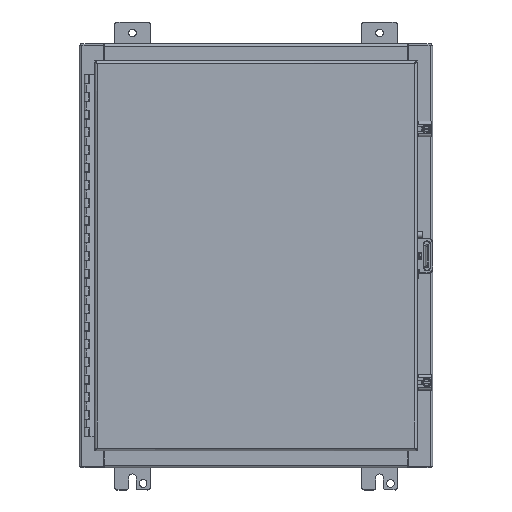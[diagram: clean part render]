
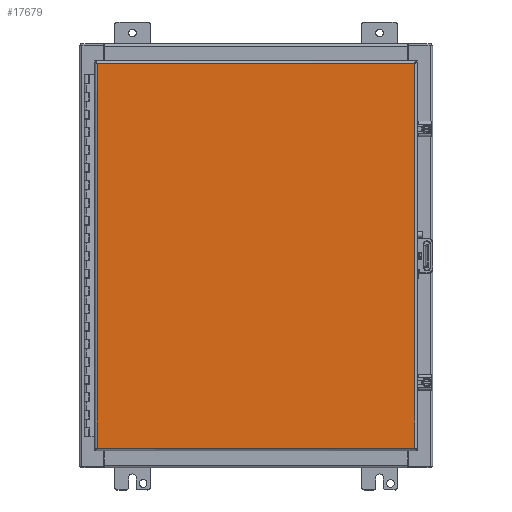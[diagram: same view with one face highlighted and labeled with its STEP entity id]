
A CAD part, top view. The second image highlights one B-rep face of the part: STEP entity #17679.
In plain terms, the highlighted planar face has unit normal (0, 0, -1).
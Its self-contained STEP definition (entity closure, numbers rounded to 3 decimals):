
#751 = VECTOR ( 'NONE', #52355, 39.37 ) ;
#16302 = VERTEX_POINT ( 'NONE', #46119 ) ;
#17550 = CARTESIAN_POINT ( 'NONE',  ( 8.98, -10.886, 4.073 ) ) ;
#17679 = ADVANCED_FACE ( 'NONE', ( #61124 ), #167755, .F. ) ;
#18489 = ORIENTED_EDGE ( 'NONE', *, *, #28370, .T. ) ;
#20647 = AXIS2_PLACEMENT_3D ( 'NONE', #152239, #88848, #100172 ) ;
#24503 = VECTOR ( 'NONE', #25055, 39.37 ) ;
#25055 = DIRECTION ( 'NONE',  ( 0., -1., 0. ) ) ;
#28370 = EDGE_CURVE ( 'NONE', #16302, #166604, #92965, .T. ) ;
#34051 = CARTESIAN_POINT ( 'NONE',  ( 9.125, 10.886, 4.073 ) ) ;
#40144 = VECTOR ( 'NONE', #60903, 39.37 ) ;
#41093 = LINE ( 'NONE', #171148, #751 ) ;
#46119 = CARTESIAN_POINT ( 'NONE',  ( -8.98, -10.886, 4.073 ) ) ;
#52355 = DIRECTION ( 'NONE',  ( -1., 0., 0. ) ) ;
#58549 = CARTESIAN_POINT ( 'NONE',  ( 8.98, 10.886, 4.073 ) ) ;
#60903 = DIRECTION ( 'NONE',  ( 1., 0., 0. ) ) ;
#61124 = FACE_OUTER_BOUND ( 'NONE', #153988, .T. ) ;
#63191 = CARTESIAN_POINT ( 'NONE',  ( 8.98, -11.031, 4.073 ) ) ;
#64044 = LINE ( 'NONE', #63191, #24503 ) ;
#66956 = CARTESIAN_POINT ( 'NONE',  ( -8.98, -11.031, 4.073 ) ) ;
#72244 = LINE ( 'NONE', #34051, #40144 ) ;
#76713 = EDGE_CURVE ( 'NONE', #166604, #168606, #72244, .T. ) ;
#77404 = DIRECTION ( 'NONE',  ( 0., 1., 0. ) ) ;
#88848 = DIRECTION ( 'NONE',  ( 0., 0., 1. ) ) ;
#92020 = CARTESIAN_POINT ( 'NONE',  ( -8.98, 10.886, 4.073 ) ) ;
#92965 = LINE ( 'NONE', #66956, #106345 ) ;
#100172 = DIRECTION ( 'NONE',  ( -1., 0., 0. ) ) ;
#105202 = VERTEX_POINT ( 'NONE', #17550 ) ;
#106345 = VECTOR ( 'NONE', #77404, 39.37 ) ;
#121573 = ORIENTED_EDGE ( 'NONE', *, *, #76713, .T. ) ;
#126162 = EDGE_CURVE ( 'NONE', #168606, #105202, #64044, .T. ) ;
#143275 = EDGE_CURVE ( 'NONE', #105202, #16302, #41093, .T. ) ;
#152239 = CARTESIAN_POINT ( 'NONE',  ( 9.125, -11.031, 4.073 ) ) ;
#153988 = EDGE_LOOP ( 'NONE', ( #18489, #121573, #165313, #160686 ) ) ;
#160686 = ORIENTED_EDGE ( 'NONE', *, *, #143275, .T. ) ;
#165313 = ORIENTED_EDGE ( 'NONE', *, *, #126162, .T. ) ;
#166604 = VERTEX_POINT ( 'NONE', #92020 ) ;
#167755 = PLANE ( 'NONE',  #20647 ) ;
#168606 = VERTEX_POINT ( 'NONE', #58549 ) ;
#171148 = CARTESIAN_POINT ( 'NONE',  ( 9.125, -10.886, 4.073 ) ) ;
